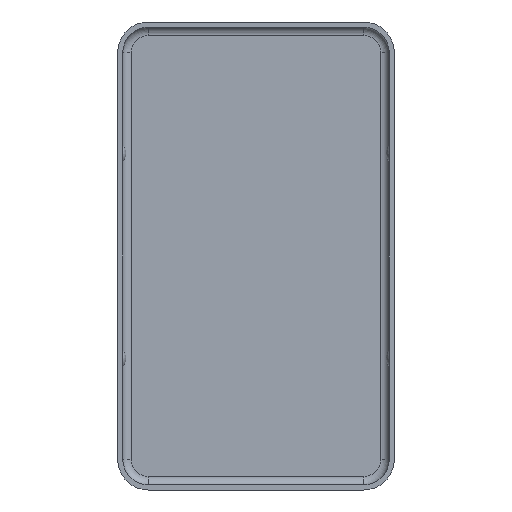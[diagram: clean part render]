
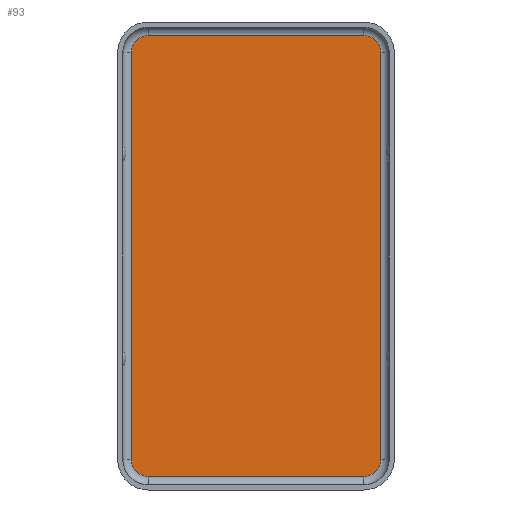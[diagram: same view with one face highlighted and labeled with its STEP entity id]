
A CAD part, front view. The second image highlights one B-rep face of the part: STEP entity #93.
In plain terms, the highlighted planar face has unit normal (0, -1, 0).
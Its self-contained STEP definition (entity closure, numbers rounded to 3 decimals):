
#93 = ADVANCED_FACE( 'NONE', ( #211 ), #212, .F. );
#211 = FACE_OUTER_BOUND( '', #356, .T. );
#212 = PLANE( '', #357 );
#356 = EDGE_LOOP( '', ( #548, #549, #550, #551, #552, #553, #554, #555 ) );
#357 = AXIS2_PLACEMENT_3D( '', #556, #557, #558 );
#548 = ORIENTED_EDGE( '', *, *, #853, .T. );
#549 = ORIENTED_EDGE( '', *, *, #854, .F. );
#550 = ORIENTED_EDGE( '', *, *, #855, .T. );
#551 = ORIENTED_EDGE( '', *, *, #856, .T. );
#552 = ORIENTED_EDGE( '', *, *, #857, .F. );
#553 = ORIENTED_EDGE( '', *, *, #858, .F. );
#554 = ORIENTED_EDGE( '', *, *, #859, .F. );
#555 = ORIENTED_EDGE( '', *, *, #860, .T. );
#556 = CARTESIAN_POINT( '', ( 6.3, -0.3, -11.9 ) );
#557 = DIRECTION( '', ( 0., 1., 0. ) );
#558 = DIRECTION( '', ( 1., 0., 0. ) );
#853 = EDGE_CURVE( 'NONE', #1017, #1018, #1019, .T. );
#854 = EDGE_CURVE( 'NONE', #1020, #1018, #1021, .T. );
#855 = EDGE_CURVE( 'NONE', #1020, #1022, #1023, .T. );
#856 = EDGE_CURVE( 'NONE', #1022, #1024, #1025, .T. );
#857 = EDGE_CURVE( 'NONE', #1026, #1024, #1027, .T. );
#858 = EDGE_CURVE( 'NONE', #1028, #1026, #1029, .T. );
#859 = EDGE_CURVE( 'NONE', #1030, #1028, #1031, .T. );
#860 = EDGE_CURVE( 'NONE', #1030, #1017, #1032, .T. );
#1017 = VERTEX_POINT( 'NONE', #1225 );
#1018 = VERTEX_POINT( 'NONE', #1226 );
#1019 = LINE( '', #1227, #1228 );
#1020 = VERTEX_POINT( 'NONE', #1229 );
#1021 = CIRCLE( '', #1230, 1. );
#1022 = VERTEX_POINT( 'NONE', #1231 );
#1023 = LINE( '', #1232, #1233 );
#1024 = VERTEX_POINT( 'NONE', #1234 );
#1025 = CIRCLE( '', #1235, 1. );
#1026 = VERTEX_POINT( 'NONE', #1236 );
#1027 = LINE( '', #1237, #1238 );
#1028 = VERTEX_POINT( 'NONE', #1239 );
#1029 = CIRCLE( '', #1240, 1. );
#1030 = VERTEX_POINT( 'NONE', #1241 );
#1031 = LINE( '', #1242, #1243 );
#1032 = CIRCLE( '', #1244, 1. );
#1225 = CARTESIAN_POINT( '', ( 6.3, -0.3, 12.9 ) );
#1226 = CARTESIAN_POINT( '', ( -6.3, -0.3, 12.9 ) );
#1227 = CARTESIAN_POINT( '', ( 6.3, -0.3, 12.9 ) );
#1228 = VECTOR( '', #1418, 1000. );
#1229 = CARTESIAN_POINT( '', ( -7.3, -0.3, 11.9 ) );
#1230 = AXIS2_PLACEMENT_3D( '', #1419, #1420, #1421 );
#1231 = CARTESIAN_POINT( '', ( -7.3, -0.3, -11.9 ) );
#1232 = CARTESIAN_POINT( '', ( -7.3, -0.3, 0. ) );
#1233 = VECTOR( '', #1422, 1000. );
#1234 = CARTESIAN_POINT( '', ( -6.3, -0.3, -12.9 ) );
#1235 = AXIS2_PLACEMENT_3D( '', #1423, #1424, #1425 );
#1236 = CARTESIAN_POINT( '', ( 6.3, -0.3, -12.9 ) );
#1237 = CARTESIAN_POINT( '', ( 6.3, -0.3, -12.9 ) );
#1238 = VECTOR( '', #1426, 1000. );
#1239 = CARTESIAN_POINT( '', ( 7.3, -0.3, -11.9 ) );
#1240 = AXIS2_PLACEMENT_3D( '', #1427, #1428, #1429 );
#1241 = CARTESIAN_POINT( '', ( 7.3, -0.3, 11.9 ) );
#1242 = CARTESIAN_POINT( '', ( 7.3, -0.3, 0. ) );
#1243 = VECTOR( '', #1430, 1000. );
#1244 = AXIS2_PLACEMENT_3D( '', #1431, #1432, #1433 );
#1418 = DIRECTION( '', ( -1., 0., 0. ) );
#1419 = CARTESIAN_POINT( '', ( -6.3, -0.3, 11.9 ) );
#1420 = DIRECTION( '', ( 0., 1., 0. ) );
#1421 = DIRECTION( '', ( -1., 0., 0. ) );
#1422 = DIRECTION( '', ( 0., 0., -1. ) );
#1423 = CARTESIAN_POINT( '', ( -6.3, -0.3, -11.9 ) );
#1424 = DIRECTION( '', ( 0., -1., 0. ) );
#1425 = DIRECTION( '', ( -1., 0., 0. ) );
#1426 = DIRECTION( '', ( -1., 0., 0. ) );
#1427 = CARTESIAN_POINT( '', ( 6.3, -0.3, -11.9 ) );
#1428 = DIRECTION( '', ( 0., 1., 0. ) );
#1429 = DIRECTION( '', ( 1., 0., 0. ) );
#1430 = DIRECTION( '', ( 0., 0., -1. ) );
#1431 = CARTESIAN_POINT( '', ( 6.3, -0.3, 11.9 ) );
#1432 = DIRECTION( '', ( 0., -1., 0. ) );
#1433 = DIRECTION( '', ( 1., 0., 0. ) );
